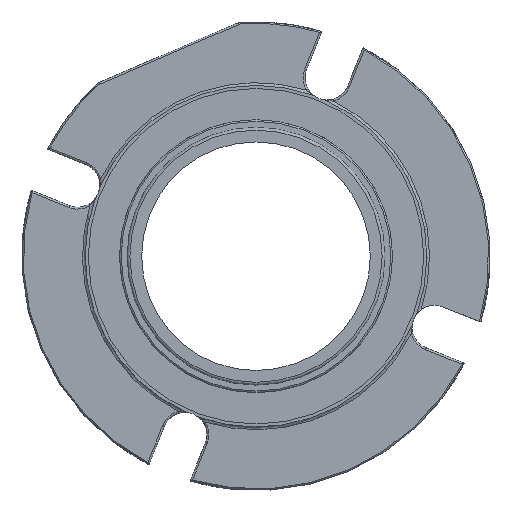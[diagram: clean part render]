
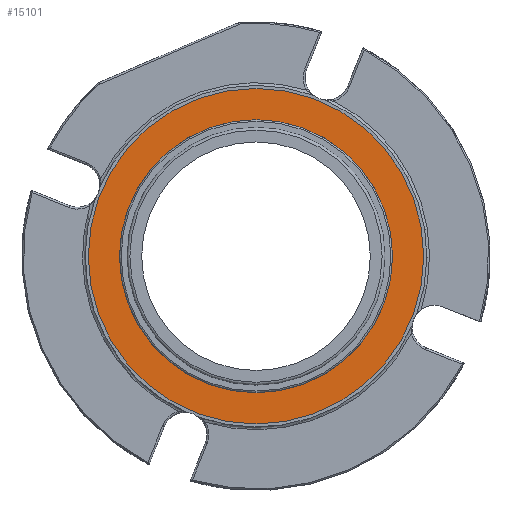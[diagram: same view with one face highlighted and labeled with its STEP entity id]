
A CAD part, left-side view. The second image highlights one B-rep face of the part: STEP entity #15101.
In plain terms, the highlighted planar face has unit normal (-1, 0, 0).
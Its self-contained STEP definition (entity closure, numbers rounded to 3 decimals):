
#2028=PLANE('',#16214);
#5147=ORIENTED_EDGE('',*,*,#6720,.T.);
#5148=ORIENTED_EDGE('',*,*,#6719,.T.);
#6719=EDGE_CURVE('',#7722,#7722,#8282,.F.);
#6720=EDGE_CURVE('',#7723,#7723,#8283,.T.);
#7722=VERTEX_POINT('',#27000);
#7723=VERTEX_POINT('',#27003);
#8282=CIRCLE('',#16213,73.978);
#8283=CIRCLE('',#16215,90.869);
#9033=EDGE_LOOP('',(#5147));
#9034=EDGE_LOOP('',(#5148));
#9792=FACE_BOUND('',#9033,.T.);
#9793=FACE_BOUND('',#9034,.T.);
#15101=ADVANCED_FACE('',(#9792,#9793),#2028,.T.);
#16213=AXIS2_PLACEMENT_3D('',#26999,#18958,#18959);
#16214=AXIS2_PLACEMENT_3D('',#27001,#18960,#18961);
#16215=AXIS2_PLACEMENT_3D('',#27002,#18962,#18963);
#18958=DIRECTION('',(-1.,0.,0.));
#18959=DIRECTION('',(0.,-1.,0.));
#18960=DIRECTION('',(-1.,0.,0.));
#18961=DIRECTION('',(0.,0.,-1.));
#18962=DIRECTION('',(-1.,0.,0.));
#18963=DIRECTION('',(0.,0.,-1.));
#26999=CARTESIAN_POINT('',(-0.544,0.,0.));
#27000=CARTESIAN_POINT('',(-0.544,-73.978,0.));
#27001=CARTESIAN_POINT('',(-0.544,0.,-74.613));
#27002=CARTESIAN_POINT('',(-0.544,0.,0.));
#27003=CARTESIAN_POINT('',(-0.544,0.,-90.869));
